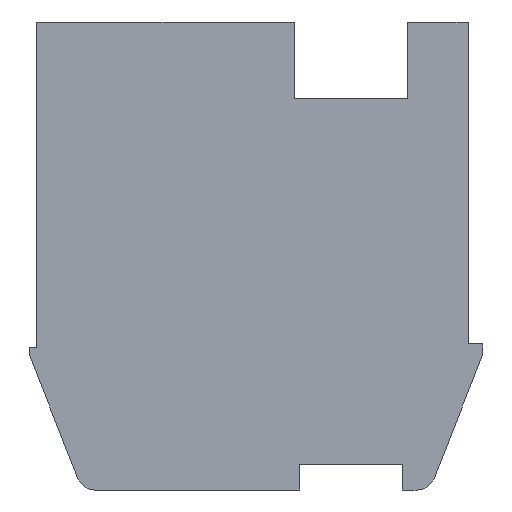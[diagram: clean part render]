
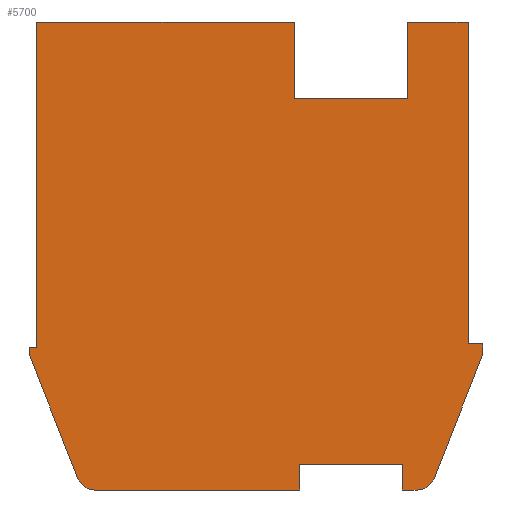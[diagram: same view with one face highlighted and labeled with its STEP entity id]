
A CAD part, front view. The second image highlights one B-rep face of the part: STEP entity #5700.
In plain terms, the highlighted planar face has unit normal (0, -1, 0).
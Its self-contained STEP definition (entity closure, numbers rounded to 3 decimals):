
#1=DIRECTION('',(-0.365,0.,-0.931));
#2=VECTOR('',#1,3.633);
#3=CARTESIAN_POINT('',(6.2,0.,-2.7));
#4=LINE('',#3,#2);
#5=CARTESIAN_POINT('',(4.409,0.,-5.9));
#6=DIRECTION('',(0.,1.,0.));
#7=DIRECTION('',(0.931,0.,-0.365));
#8=AXIS2_PLACEMENT_3D('',#5,#6,#7);
#10=DIRECTION('',(-1.,0.,0.));
#11=VECTOR('',#10,0.409);
#12=CARTESIAN_POINT('',(4.409,0.,-6.4));
#13=LINE('',#12,#11);
#14=DIRECTION('',(0.,0.,1.));
#15=VECTOR('',#14,0.7);
#16=CARTESIAN_POINT('',(4.,0.,-6.4));
#17=LINE('',#16,#15);
#18=DIRECTION('',(-1.,0.,0.));
#19=VECTOR('',#18,2.8);
#20=CARTESIAN_POINT('',(4.,0.,-5.7));
#21=LINE('',#20,#19);
#22=DIRECTION('',(0.,0.,-1.));
#23=VECTOR('',#22,0.7);
#24=CARTESIAN_POINT('',(1.2,0.,-5.7));
#25=LINE('',#24,#23);
#26=DIRECTION('',(-1.,0.,0.));
#27=VECTOR('',#26,5.609);
#28=CARTESIAN_POINT('',(1.2,0.,-6.4));
#29=LINE('',#28,#27);
#30=CARTESIAN_POINT('',(-4.409,0.,-5.9));
#31=DIRECTION('',(0.,1.,0.));
#32=DIRECTION('',(0.,0.,-1.));
#33=AXIS2_PLACEMENT_3D('',#30,#31,#32);
#35=DIRECTION('',(-0.365,0.,0.931));
#36=VECTOR('',#35,3.633);
#37=CARTESIAN_POINT('',(-4.874,0.,-6.082));
#38=LINE('',#37,#36);
#39=DIRECTION('',(0.,0.,1.));
#40=VECTOR('',#39,0.2);
#41=CARTESIAN_POINT('',(-6.2,0.,-2.7));
#42=LINE('',#41,#40);
#43=DIRECTION('',(1.,0.,0.));
#44=VECTOR('',#43,0.2);
#45=CARTESIAN_POINT('',(-6.2,0.,-2.5));
#46=LINE('',#45,#44);
#47=DIRECTION('',(0.,0.,1.));
#48=VECTOR('',#47,8.9);
#49=CARTESIAN_POINT('',(-6.,0.,-2.5));
#50=LINE('',#49,#48);
#51=DIRECTION('',(1.,0.,0.));
#52=VECTOR('',#51,7.05);
#53=CARTESIAN_POINT('',(-6.,0.,6.4));
#54=LINE('',#53,#52);
#55=DIRECTION('',(0.,0.,-1.));
#56=VECTOR('',#55,2.1);
#57=CARTESIAN_POINT('',(1.05,0.,6.4));
#58=LINE('',#57,#56);
#59=DIRECTION('',(1.,0.,0.));
#60=VECTOR('',#59,3.1);
#61=CARTESIAN_POINT('',(1.05,0.,4.3));
#62=LINE('',#61,#60);
#63=DIRECTION('',(0.,0.,1.));
#64=VECTOR('',#63,2.1);
#65=CARTESIAN_POINT('',(4.15,0.,4.3));
#66=LINE('',#65,#64);
#67=DIRECTION('',(1.,0.,0.));
#68=VECTOR('',#67,1.65);
#69=CARTESIAN_POINT('',(4.15,0.,6.4));
#70=LINE('',#69,#68);
#71=DIRECTION('',(0.,0.,-1.));
#72=VECTOR('',#71,8.8);
#73=CARTESIAN_POINT('',(5.8,0.,6.4));
#74=LINE('',#73,#72);
#75=DIRECTION('',(1.,0.,0.));
#76=VECTOR('',#75,0.4);
#77=CARTESIAN_POINT('',(5.8,0.,-2.4));
#78=LINE('',#77,#76);
#79=DIRECTION('',(0.,0.,-1.));
#80=VECTOR('',#79,0.3);
#81=CARTESIAN_POINT('',(6.2,0.,-2.4));
#82=LINE('',#81,#80);
#4313=CARTESIAN_POINT('',(6.2,0.,-2.7));
#4314=CARTESIAN_POINT('',(4.874,0.,-6.082));
#4315=VERTEX_POINT('',#4313);
#4316=VERTEX_POINT('',#4314);
#4317=CARTESIAN_POINT('',(4.409,0.,-6.4));
#4318=VERTEX_POINT('',#4317);
#4319=CARTESIAN_POINT('',(4.,0.,-6.4));
#4320=VERTEX_POINT('',#4319);
#4321=CARTESIAN_POINT('',(4.,0.,-5.7));
#4322=VERTEX_POINT('',#4321);
#4323=CARTESIAN_POINT('',(1.2,0.,-5.7));
#4324=VERTEX_POINT('',#4323);
#4325=CARTESIAN_POINT('',(1.2,0.,-6.4));
#4326=VERTEX_POINT('',#4325);
#4327=CARTESIAN_POINT('',(-4.409,0.,-6.4));
#4328=VERTEX_POINT('',#4327);
#4329=CARTESIAN_POINT('',(-4.874,0.,-6.082));
#4330=VERTEX_POINT('',#4329);
#4331=CARTESIAN_POINT('',(-6.2,0.,-2.7));
#4332=VERTEX_POINT('',#4331);
#4333=CARTESIAN_POINT('',(-6.2,0.,-2.5));
#4334=VERTEX_POINT('',#4333);
#4335=CARTESIAN_POINT('',(-6.,0.,-2.5));
#4336=VERTEX_POINT('',#4335);
#4337=CARTESIAN_POINT('',(-6.,0.,6.4));
#4338=VERTEX_POINT('',#4337);
#4339=CARTESIAN_POINT('',(1.05,0.,6.4));
#4340=VERTEX_POINT('',#4339);
#4341=CARTESIAN_POINT('',(1.05,0.,4.3));
#4342=VERTEX_POINT('',#4341);
#4343=CARTESIAN_POINT('',(4.15,0.,4.3));
#4344=VERTEX_POINT('',#4343);
#4345=CARTESIAN_POINT('',(4.15,0.,6.4));
#4346=VERTEX_POINT('',#4345);
#4347=CARTESIAN_POINT('',(5.8,0.,6.4));
#4348=VERTEX_POINT('',#4347);
#4349=CARTESIAN_POINT('',(5.8,0.,-2.4));
#4350=VERTEX_POINT('',#4349);
#4351=CARTESIAN_POINT('',(6.2,0.,-2.4));
#4352=VERTEX_POINT('',#4351);
#5653=CARTESIAN_POINT('',(0.,0.,0.));
#5654=DIRECTION('',(0.,1.,0.));
#5655=DIRECTION('',(1.,0.,0.));
#5656=AXIS2_PLACEMENT_3D('',#5653,#5654,#5655);
#5657=PLANE('',#5656);
#5659=ORIENTED_EDGE('',*,*,#5658,.T.);
#5661=ORIENTED_EDGE('',*,*,#5660,.T.);
#5663=ORIENTED_EDGE('',*,*,#5662,.T.);
#5665=ORIENTED_EDGE('',*,*,#5664,.T.);
#5667=ORIENTED_EDGE('',*,*,#5666,.T.);
#5669=ORIENTED_EDGE('',*,*,#5668,.T.);
#5671=ORIENTED_EDGE('',*,*,#5670,.T.);
#5673=ORIENTED_EDGE('',*,*,#5672,.T.);
#5675=ORIENTED_EDGE('',*,*,#5674,.T.);
#5677=ORIENTED_EDGE('',*,*,#5676,.T.);
#5679=ORIENTED_EDGE('',*,*,#5678,.T.);
#5681=ORIENTED_EDGE('',*,*,#5680,.T.);
#5683=ORIENTED_EDGE('',*,*,#5682,.T.);
#5685=ORIENTED_EDGE('',*,*,#5684,.T.);
#5687=ORIENTED_EDGE('',*,*,#5686,.T.);
#5689=ORIENTED_EDGE('',*,*,#5688,.T.);
#5691=ORIENTED_EDGE('',*,*,#5690,.T.);
#5693=ORIENTED_EDGE('',*,*,#5692,.T.);
#5695=ORIENTED_EDGE('',*,*,#5694,.T.);
#5697=ORIENTED_EDGE('',*,*,#5696,.T.);
#5698=EDGE_LOOP('',(#5659,#5661,#5663,#5665,#5667,#5669,#5671,#5673,#5675,#5677,
#5679,#5681,#5683,#5685,#5687,#5689,#5691,#5693,#5695,#5697));
#5699=FACE_OUTER_BOUND('',#5698,.F.);
#5700=ADVANCED_FACE('',(#5699),#5657,.F.);
#9=CIRCLE('',#8,0.5);
#34=CIRCLE('',#33,0.5);
#5658=EDGE_CURVE('',#4315,#4316,#4,.T.);
#5660=EDGE_CURVE('',#4316,#4318,#9,.T.);
#5662=EDGE_CURVE('',#4318,#4320,#13,.T.);
#5664=EDGE_CURVE('',#4320,#4322,#17,.T.);
#5666=EDGE_CURVE('',#4322,#4324,#21,.T.);
#5668=EDGE_CURVE('',#4324,#4326,#25,.T.);
#5670=EDGE_CURVE('',#4326,#4328,#29,.T.);
#5672=EDGE_CURVE('',#4328,#4330,#34,.T.);
#5674=EDGE_CURVE('',#4330,#4332,#38,.T.);
#5676=EDGE_CURVE('',#4332,#4334,#42,.T.);
#5678=EDGE_CURVE('',#4334,#4336,#46,.T.);
#5680=EDGE_CURVE('',#4336,#4338,#50,.T.);
#5682=EDGE_CURVE('',#4338,#4340,#54,.T.);
#5684=EDGE_CURVE('',#4340,#4342,#58,.T.);
#5686=EDGE_CURVE('',#4342,#4344,#62,.T.);
#5688=EDGE_CURVE('',#4344,#4346,#66,.T.);
#5690=EDGE_CURVE('',#4346,#4348,#70,.T.);
#5692=EDGE_CURVE('',#4348,#4350,#74,.T.);
#5694=EDGE_CURVE('',#4350,#4352,#78,.T.);
#5696=EDGE_CURVE('',#4352,#4315,#82,.T.);
